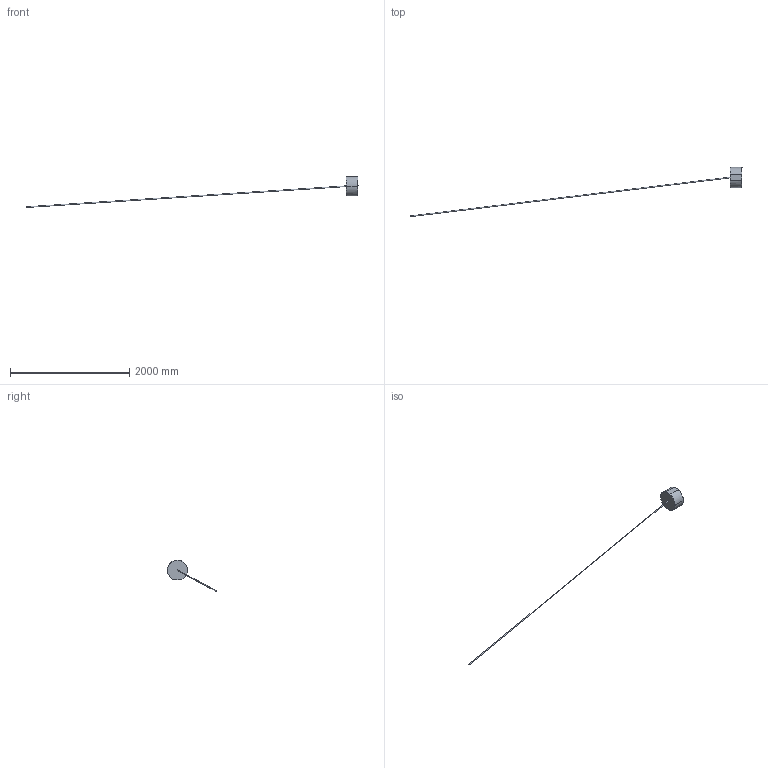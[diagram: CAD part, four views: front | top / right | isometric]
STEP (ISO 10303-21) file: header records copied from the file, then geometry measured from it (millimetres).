
FILE_DESCRIPTION (( 'STEP AP214' ), '1' );
FILE_NAME ('LLO X-End Station_OPLEV Beam.STEP', '2019-09-05T20:30:04', ( '' ), ( '' ), 'SwSTEP 2.0', 'SolidWorks 2019', '' );
FILE_SCHEMA (( 'AUTOMOTIVE_DESIGN' ));
Length unit declared in the file: millimetre
Products named in the file (9): D1800231 aLIGO, TCS CO2 Nozzle Baffle Assy._VP4; LLO X-End Station_OPLEV Beam; D080658_ALIGO COC_ETM_SUBSTRATE; D0900478 AdvLIGO SUS BSC4-L1, XYZ Local CS for ETMX_Full Complete; D1800230 aLIGO, TCS CO2 Nozzle Baffle Assy., Baffle_VP4; D1000759_aLIGO SUS ETM Production Monolithic Assembly_SUSPENDED CONFIGURATION; D1300600 aLIGO Systems, BSC Chamber, LLO X-End Station; D0900471 AdvLIGO Systems, BSC4-L1 Top Level Chamber Assembly (Simplified); D0902455 ETM OPTIC WITH EARS ASSEMBLY
Assembly tree (8 placements, depth 7):
  LLO X-End Station_OPLEV Beam
    D1300600 aLIGO Systems, BSC Chamber, LLO X-End Station
      D0900471 AdvLIGO Systems, BSC4-L1 Top Level Chamber Assembly (Simplified)
        D0900478 AdvLIGO SUS BSC4-L1, XYZ Local CS for ETMX_Full Complete
          D1000759_aLIGO SUS ETM Production Monolithic Assembly_SUSPENDED CONFIGURATION
            D0902455 ETM OPTIC WITH EARS ASSEMBLY
              D080658_ALIGO COC_ETM_SUBSTRATE
    D1800231 aLIGO, TCS CO2 Nozzle Baffle Assy._VP4
      D1800230 aLIGO, TCS CO2 Nozzle Baffle Assy., Baffle_VP4
Bounding box: 5564.72 x 826.75 x 520.02 mm (x, y, z)
Volume: 18648860.4 mm3; surface area: 606565.8 mm2
Topology: 2 solids, 2 shells, 31 faces, 65 edges, 40 vertices
Faces by surface type: plane 24, cylinder 3, cone 2, bspline 2
Full cylindrical faces by diameter (mm): 12.7 x1
Entity records: 1379 total; most frequent: CARTESIAN_POINT 466, DIRECTION 147, ORIENTED_EDGE 128, EDGE_CURVE 64, AXIS2_PLACEMENT_3D 55, VERTEX_POINT 40, VECTOR 37, LINE 37
